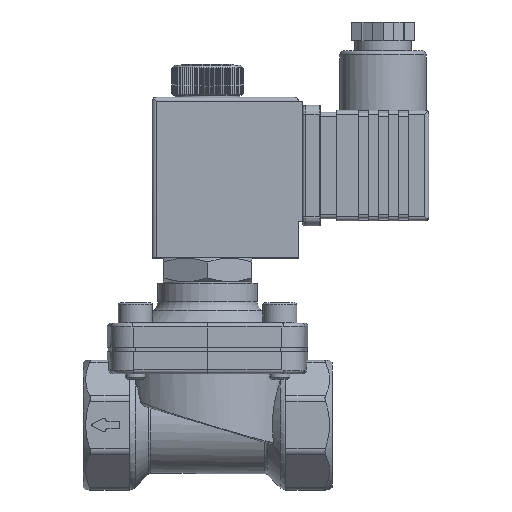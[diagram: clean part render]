
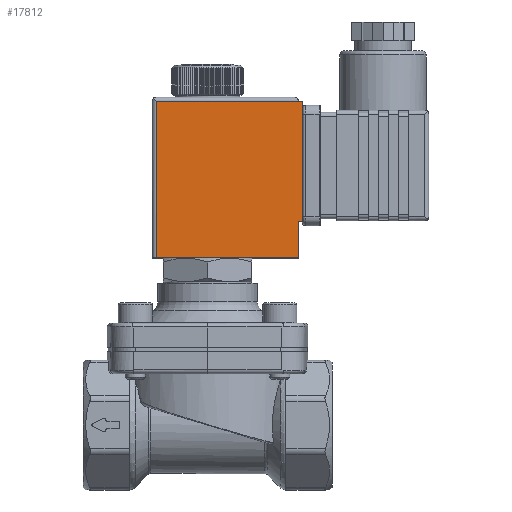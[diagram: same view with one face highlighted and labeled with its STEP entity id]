
A CAD part, top view. The second image highlights one B-rep face of the part: STEP entity #17812.
In plain terms, the highlighted planar face has unit normal (0, 0, 1).
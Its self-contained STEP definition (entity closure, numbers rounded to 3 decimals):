
#12877=CARTESIAN_POINT('',(23.6,50.65,15.0));
#12878=VERTEX_POINT('',#12877);
#12879=CARTESIAN_POINT('',(22.6,50.65,15.0));
#12880=VERTEX_POINT('',#12879);
#12881=CARTESIAN_POINT('',(23.6,50.65,15.0));
#12882=DIRECTION('',(-1.0,0.0,0.0));
#12883=VECTOR('',#12882,1.0);
#12884=LINE('',#12881,#12883);
#12885=EDGE_CURVE('',#12878,#12880,#12884,.T.);
#12917=CARTESIAN_POINT('',(22.6,41.65,15.0));
#12918=VERTEX_POINT('',#12917);
#12919=CARTESIAN_POINT('',(22.6,50.65,15.0));
#12920=DIRECTION('',(0.0,-1.0,0.0));
#12921=VECTOR('',#12920,9.);
#12922=LINE('',#12919,#12921);
#12923=EDGE_CURVE('',#12880,#12918,#12922,.T.);
#17509=CARTESIAN_POINT('',(23.6,80.65,15.0));
#17510=VERTEX_POINT('',#17509);
#17511=CARTESIAN_POINT('',(23.6,80.65,15.0));
#17512=DIRECTION('',(0.0,-1.0,0.0));
#17513=VECTOR('',#17512,30.);
#17514=LINE('',#17511,#17513);
#17515=EDGE_CURVE('',#17510,#12878,#17514,.T.);
#17772=CARTESIAN_POINT('',(-12.8,80.65,15.0));
#17773=DIRECTION('',(0.0,0.0,-1.0));
#17774=DIRECTION('',(-1.0,0.0,0.0));
#17775=AXIS2_PLACEMENT_3D('',#17772,#17773,#17774);
#17776=PLANE('',#17775);
#17777=CARTESIAN_POINT('',(-12.8,80.65,15.0));
#17778=VERTEX_POINT('',#17777);
#17779=CARTESIAN_POINT('',(-12.8,41.65,15.0));
#17780=VERTEX_POINT('',#17779);
#17781=CARTESIAN_POINT('',(-12.8,80.65,15.0));
#17782=DIRECTION('',(0.0,-1.0,0.0));
#17783=VECTOR('',#17782,39.0);
#17784=LINE('',#17781,#17783);
#17785=EDGE_CURVE('',#17778,#17780,#17784,.T.);
#17786=ORIENTED_EDGE('',*,*,#17785,.T.);
#17787=CARTESIAN_POINT('',(22.6,41.65,15.0));
#17788=DIRECTION('',(-1.0,0.0,0.0));
#17789=VECTOR('',#17788,35.4);
#17790=LINE('',#17787,#17789);
#17791=EDGE_CURVE('',#12918,#17780,#17790,.T.);
#17792=ORIENTED_EDGE('',*,*,#17791,.F.);
#17793=ORIENTED_EDGE('',*,*,#12923,.F.);
#17794=ORIENTED_EDGE('',*,*,#12885,.F.);
#17795=ORIENTED_EDGE('',*,*,#17515,.F.);
#17796=CARTESIAN_POINT('',(22.6,80.65,15.0));
#17797=VERTEX_POINT('',#17796);
#17798=CARTESIAN_POINT('',(22.6,80.65,15.0));
#17799=DIRECTION('',(1.0,0.0,0.0));
#17800=VECTOR('',#17799,1.0);
#17801=LINE('',#17798,#17800);
#17802=EDGE_CURVE('',#17797,#17510,#17801,.T.);
#17803=ORIENTED_EDGE('',*,*,#17802,.F.);
#17804=CARTESIAN_POINT('',(-12.8,80.65,15.0));
#17805=DIRECTION('',(1.0,0.0,0.0));
#17806=VECTOR('',#17805,35.4);
#17807=LINE('',#17804,#17806);
#17808=EDGE_CURVE('',#17797,#17778,#17807,.F.);
#17809=ORIENTED_EDGE('',*,*,#17808,.T.);
#17810=EDGE_LOOP('',(#17786,#17792,#17793,#17794,#17795,#17803,#17809));
#17811=FACE_OUTER_BOUND('',#17810,.T.);
#17812=ADVANCED_FACE('',(#17811),#17776,.F.);
